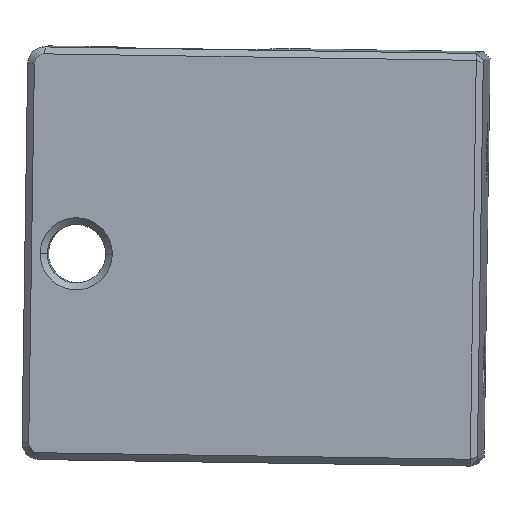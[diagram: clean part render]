
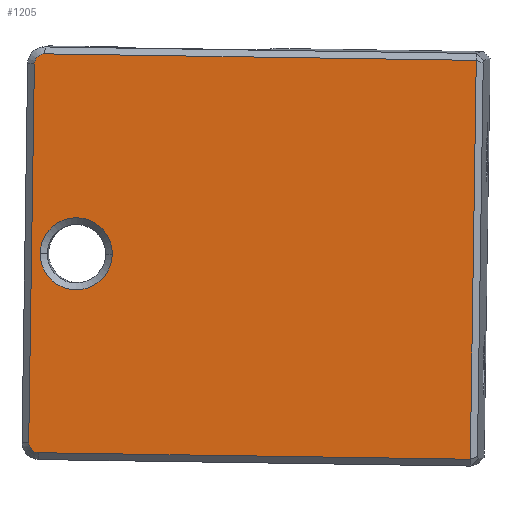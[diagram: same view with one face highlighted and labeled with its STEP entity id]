
A CAD part, top view. The second image highlights one B-rep face of the part: STEP entity #1205.
In plain terms, the highlighted planar face has unit normal (-0.023, -0.009, 1).
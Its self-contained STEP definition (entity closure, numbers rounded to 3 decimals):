
#51 = CARTESIAN_POINT ( 'NONE',  ( -9.65, -18.745, 3.942 ) ) ;
#58 = CIRCLE ( 'NONE', #401, 2.1 ) ;
#84 = DIRECTION ( 'NONE',  ( -1., 0.015, -0.023 ) ) ;
#93 = LINE ( 'NONE', #2114, #566 ) ;
#114 = FACE_BOUND ( 'NONE', #2161, .T. ) ;
#120 = CARTESIAN_POINT ( 'NONE',  ( -34.731, -17.766, 3.363 ) ) ;
#144 = EDGE_CURVE ( 'NONE', #463, #1037, #1847, .T. ) ;
#260 = VERTEX_POINT ( 'NONE', #1042 ) ;
#312 = CARTESIAN_POINT ( 'NONE',  ( -9.304, 4.451, 4.147 ) ) ;
#322 = EDGE_CURVE ( 'NONE', #1861, #2071, #58, .T. ) ;
#328 = DIRECTION ( 'NONE',  ( 1., -0.015, 0.023 ) ) ;
#337 = EDGE_CURVE ( 'NONE', #260, #463, #2169, .T. ) ;
#360 = AXIS2_PLACEMENT_3D ( 'NONE', #1594, #2154, #328 ) ;
#401 = AXIS2_PLACEMENT_3D ( 'NONE', #1623, #2143, #703 ) ;
#420 = VECTOR ( 'NONE', #1704, 1000. ) ;
#444 = DIRECTION ( 'NONE',  ( -0.023, -0.008, 1. ) ) ;
#463 = VERTEX_POINT ( 'NONE', #2193 ) ;
#546 = CARTESIAN_POINT ( 'NONE',  ( -34.667, -6.766, 3.458 ) ) ;
#552 = AXIS2_PLACEMENT_3D ( 'NONE', #2332, #1393, #646 ) ;
#566 = VECTOR ( 'NONE', #1877, 1000. ) ;
#601 = EDGE_CURVE ( 'NONE', #2285, #2144, #2240, .T. ) ;
#626 = ORIENTED_EDGE ( 'NONE', *, *, #322, .T. ) ;
#646 = DIRECTION ( 'NONE',  ( 1., -0.015, 0.023 ) ) ;
#668 = ORIENTED_EDGE ( 'NONE', *, *, #337, .T. ) ;
#701 = VECTOR ( 'NONE', #1047, 1000. ) ;
#703 = DIRECTION ( 'NONE',  ( 1., -0.015, 0.023 ) ) ;
#717 = ORIENTED_EDGE ( 'NONE', *, *, #2187, .T. ) ;
#722 = EDGE_LOOP ( 'NONE', ( #717, #1184, #935, #668, #836, #1173 ) ) ;
#836 = ORIENTED_EDGE ( 'NONE', *, *, #144, .T. ) ;
#856 = DIRECTION ( 'NONE',  ( -0.023, -0.008, 1. ) ) ;
#935 = ORIENTED_EDGE ( 'NONE', *, *, #2104, .T. ) ;
#971 = DIRECTION ( 'NONE',  ( 1., -0.015, 0.023 ) ) ;
#1023 = FACE_OUTER_BOUND ( 'NONE', #722, .T. ) ;
#1037 = VERTEX_POINT ( 'NONE', #51 ) ;
#1042 = CARTESIAN_POINT ( 'NONE',  ( -35.331, -17.757, 3.349 ) ) ;
#1047 = DIRECTION ( 'NONE',  ( 0.015, 1., 0.009 ) ) ;
#1173 = ORIENTED_EDGE ( 'NONE', *, *, #1260, .T. ) ;
#1184 = ORIENTED_EDGE ( 'NONE', *, *, #601, .T. ) ;
#1205 = ADVANCED_FACE ( 'NONE', ( #1023, #114 ), #2308, .T. ) ;
#1218 = EDGE_CURVE ( 'NONE', #2071, #1861, #2049, .T. ) ;
#1243 = AXIS2_PLACEMENT_3D ( 'NONE', #2252, #444, #84 ) ;
#1260 = EDGE_CURVE ( 'NONE', #1037, #1829, #1970, .T. ) ;
#1328 = CARTESIAN_POINT ( 'NONE',  ( -35.003, 4.24, 3.543 ) ) ;
#1346 = CARTESIAN_POINT ( 'NONE',  ( -9.304, 4.451, 4.147 ) ) ;
#1393 = DIRECTION ( 'NONE',  ( -0.023, -0.008, 1. ) ) ;
#1394 = CARTESIAN_POINT ( 'NONE',  ( -34.394, 4.831, 3.563 ) ) ;
#1407 = AXIS2_PLACEMENT_3D ( 'NONE', #120, #856, #1588 ) ;
#1575 = ORIENTED_EDGE ( 'NONE', *, *, #1218, .T. ) ;
#1577 = CARTESIAN_POINT ( 'NONE',  ( -30.469, -6.829, 3.556 ) ) ;
#1588 = DIRECTION ( 'NONE',  ( -1., 0.015, -0.023 ) ) ;
#1594 = CARTESIAN_POINT ( 'NONE',  ( -32.568, -6.798, 3.507 ) ) ;
#1623 = CARTESIAN_POINT ( 'NONE',  ( -32.568, -6.798, 3.507 ) ) ;
#1663 = CARTESIAN_POINT ( 'NONE',  ( 0.246, -18.895, 4.173 ) ) ;
#1704 = DIRECTION ( 'NONE',  ( -1., 0.015, -0.023 ) ) ;
#1829 = VERTEX_POINT ( 'NONE', #1346 ) ;
#1847 = LINE ( 'NONE', #1663, #2316 ) ;
#1861 = VERTEX_POINT ( 'NONE', #1577 ) ;
#1877 = DIRECTION ( 'NONE',  ( -0.015, -1., -0.009 ) ) ;
#1970 = LINE ( 'NONE', #312, #701 ) ;
#2049 = CIRCLE ( 'NONE', #360, 2.1 ) ;
#2071 = VERTEX_POINT ( 'NONE', #546 ) ;
#2100 = CARTESIAN_POINT ( 'NONE',  ( 0.592, 4.301, 4.378 ) ) ;
#2104 = EDGE_CURVE ( 'NONE', #2144, #260, #93, .T. ) ;
#2114 = CARTESIAN_POINT ( 'NONE',  ( -35.167, -6.758, 3.446 ) ) ;
#2143 = DIRECTION ( 'NONE',  ( 0.023, 0.008, -1. ) ) ;
#2144 = VERTEX_POINT ( 'NONE', #1328 ) ;
#2154 = DIRECTION ( 'NONE',  ( 0.023, 0.008, -1. ) ) ;
#2161 = EDGE_LOOP ( 'NONE', ( #626, #1575 ) ) ;
#2169 = CIRCLE ( 'NONE', #1407, 0.6 ) ;
#2187 = EDGE_CURVE ( 'NONE', #1829, #2285, #2275, .T. ) ;
#2193 = CARTESIAN_POINT ( 'NONE',  ( -34.74, -18.366, 3.358 ) ) ;
#2240 = CIRCLE ( 'NONE', #1243, 0.6 ) ;
#2252 = CARTESIAN_POINT ( 'NONE',  ( -34.403, 4.231, 3.557 ) ) ;
#2275 = LINE ( 'NONE', #2100, #420 ) ;
#2285 = VERTEX_POINT ( 'NONE', #1394 ) ;
#2308 = PLANE ( 'NONE',  #552 ) ;
#2316 = VECTOR ( 'NONE', #971, 1000. ) ;
#2332 = CARTESIAN_POINT ( 'NONE',  ( 0.419, -7.297, 4.275 ) ) ;
